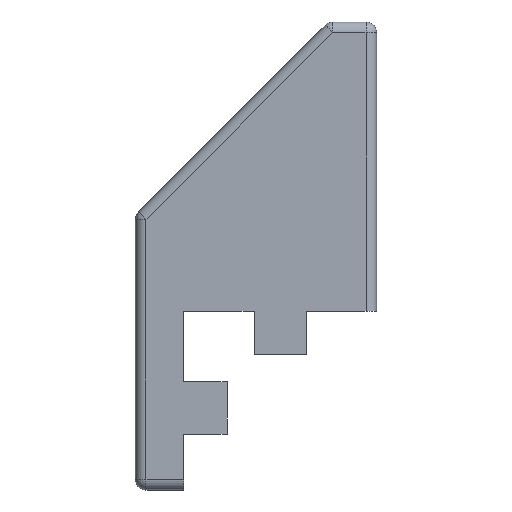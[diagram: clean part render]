
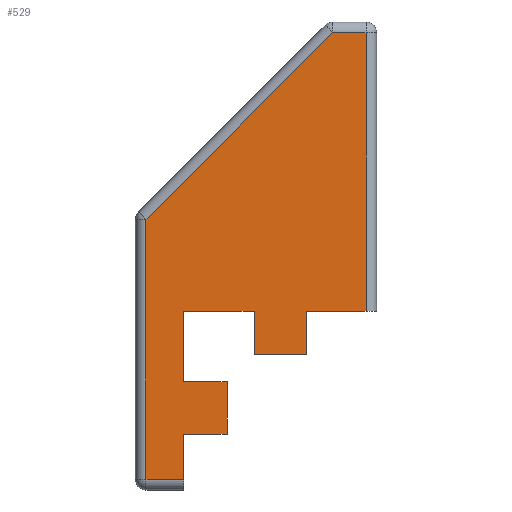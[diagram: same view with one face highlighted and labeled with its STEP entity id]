
A CAD part, left-side view. The second image highlights one B-rep face of the part: STEP entity #529.
In plain terms, the highlighted planar face has unit normal (-1, 0, 0).
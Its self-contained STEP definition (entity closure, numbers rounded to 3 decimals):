
#28 = DIRECTION ( 'NONE',  ( 0., 0., 1. ) ) ;
#57 = VERTEX_POINT ( 'NONE', #3360 ) ;
#78 = DIRECTION ( 'NONE',  ( 0., -1., 0. ) ) ;
#88 = CARTESIAN_POINT ( 'NONE',  ( 136.5, -8.9, 10. ) ) ;
#102 = VECTOR ( 'NONE', #28, 1000. ) ;
#117 = EDGE_CURVE ( 'NONE', #3784, #1606, #2716, .T. ) ;
#140 = CARTESIAN_POINT ( 'NONE',  ( 136.5, 2.7, 5.5 ) ) ;
#192 = DIRECTION ( 'NONE',  ( 0., 0., 1. ) ) ;
#243 = CARTESIAN_POINT ( 'NONE',  ( 136.5, 13.9, 19.544 ) ) ;
#353 = ORIENTED_EDGE ( 'NONE', *, *, #2202, .T. ) ;
#374 = ORIENTED_EDGE ( 'NONE', *, *, #2664, .T. ) ;
#379 = EDGE_CURVE ( 'NONE', #4082, #1437, #1315, .T. ) ;
#380 = VECTOR ( 'NONE', #1999, 1000. ) ;
#383 = LINE ( 'NONE', #752, #2103 ) ;
#401 = DIRECTION ( 'NONE',  ( 0., -1., 0. ) ) ;
#432 = CARTESIAN_POINT ( 'NONE',  ( 136.5, 2.7, 5.5 ) ) ;
#453 = VECTOR ( 'NONE', #1358, 1000. ) ;
#469 = CARTESIAN_POINT ( 'NONE',  ( 136.5, 10., -7.4 ) ) ;
#491 = EDGE_CURVE ( 'NONE', #1606, #4082, #1421, .T. ) ;
#529 = ADVANCED_FACE ( 'NONE', ( #2348 ), #4017, .F. ) ;
#531 = VECTOR ( 'NONE', #1125, 1000. ) ;
#576 = CARTESIAN_POINT ( 'NONE',  ( 136.5, -8.9, 38.9 ) ) ;
#592 = VECTOR ( 'NONE', #1406, 1000. ) ;
#749 = LINE ( 'NONE', #3023, #808 ) ;
#752 = CARTESIAN_POINT ( 'NONE',  ( 136.5, 13.9, 0. ) ) ;
#758 = CARTESIAN_POINT ( 'NONE',  ( 136.5, 10., 10. ) ) ;
#764 = CARTESIAN_POINT ( 'NONE',  ( 136.5, 2.7, 5.5 ) ) ;
#783 = DIRECTION ( 'NONE',  ( 0., 0., -1. ) ) ;
#808 = VECTOR ( 'NONE', #78, 1000. ) ;
#842 = CARTESIAN_POINT ( 'NONE',  ( 136.5, 0., -7.4 ) ) ;
#884 = VERTEX_POINT ( 'NONE', #3368 ) ;
#932 = VECTOR ( 'NONE', #3420, 1000. ) ;
#937 = CARTESIAN_POINT ( 'NONE',  ( 136.5, 0., 38.9 ) ) ;
#1021 = CARTESIAN_POINT ( 'NONE',  ( 136.5, 10., -2.7 ) ) ;
#1026 = EDGE_CURVE ( 'NONE', #2256, #2292, #3020, .T. ) ;
#1125 = DIRECTION ( 'NONE',  ( 0., 0.707, -0.707 ) ) ;
#1132 = EDGE_CURVE ( 'NONE', #3780, #3439, #2140, .T. ) ;
#1145 = VERTEX_POINT ( 'NONE', #1264 ) ;
#1147 = VECTOR ( 'NONE', #401, 1000. ) ;
#1167 = ORIENTED_EDGE ( 'NONE', *, *, #3591, .T. ) ;
#1220 = VECTOR ( 'NONE', #3352, 1000. ) ;
#1264 = CARTESIAN_POINT ( 'NONE',  ( 136.5, 5.5, 2.7 ) ) ;
#1315 = LINE ( 'NONE', #2628, #453 ) ;
#1345 = ORIENTED_EDGE ( 'NONE', *, *, #1132, .T. ) ;
#1357 = EDGE_CURVE ( 'NONE', #1145, #884, #3678, .T. ) ;
#1358 = DIRECTION ( 'NONE',  ( 0., 0., 1. ) ) ;
#1380 = CARTESIAN_POINT ( 'NONE',  ( 136.5, -5.456, 38.9 ) ) ;
#1406 = DIRECTION ( 'NONE',  ( 0., -1., 0. ) ) ;
#1410 = CARTESIAN_POINT ( 'NONE',  ( 136.5, 10., 2.7 ) ) ;
#1421 = LINE ( 'NONE', #140, #380 ) ;
#1427 = VERTEX_POINT ( 'NONE', #243 ) ;
#1437 = VERTEX_POINT ( 'NONE', #3206 ) ;
#1527 = LINE ( 'NONE', #937, #2495 ) ;
#1606 = VERTEX_POINT ( 'NONE', #432 ) ;
#1635 = EDGE_CURVE ( 'NONE', #2896, #1427, #1694, .T. ) ;
#1694 = LINE ( 'NONE', #2342, #531 ) ;
#1763 = ORIENTED_EDGE ( 'NONE', *, *, #1357, .T. ) ;
#1779 = LINE ( 'NONE', #1410, #1950 ) ;
#1802 = VERTEX_POINT ( 'NONE', #3525 ) ;
#1855 = DIRECTION ( 'NONE',  ( 0., 1., 0. ) ) ;
#1884 = ORIENTED_EDGE ( 'NONE', *, *, #1635, .T. ) ;
#1918 = ORIENTED_EDGE ( 'NONE', *, *, #1962, .T. ) ;
#1950 = VECTOR ( 'NONE', #3411, 1000. ) ;
#1962 = EDGE_CURVE ( 'NONE', #1427, #2256, #383, .T. ) ;
#1988 = CARTESIAN_POINT ( 'NONE',  ( 136.5, 10., -2.7 ) ) ;
#1997 = LINE ( 'NONE', #1021, #102 ) ;
#1999 = DIRECTION ( 'NONE',  ( 0., -1., 0. ) ) ;
#2038 = CARTESIAN_POINT ( 'NONE',  ( 136.5, 10., 10. ) ) ;
#2064 = CARTESIAN_POINT ( 'NONE',  ( 136.5, 0., 0. ) ) ;
#2065 = CARTESIAN_POINT ( 'NONE',  ( 136.5, 10., 2.7 ) ) ;
#2103 = VECTOR ( 'NONE', #3004, 1000. ) ;
#2110 = CARTESIAN_POINT ( 'NONE',  ( 136.5, 2.7, 10. ) ) ;
#2140 = LINE ( 'NONE', #4199, #2719 ) ;
#2164 = ORIENTED_EDGE ( 'NONE', *, *, #3492, .T. ) ;
#2184 = ORIENTED_EDGE ( 'NONE', *, *, #379, .T. ) ;
#2202 = EDGE_CURVE ( 'NONE', #1802, #57, #3361, .T. ) ;
#2209 = ORIENTED_EDGE ( 'NONE', *, *, #2468, .T. ) ;
#2243 = CARTESIAN_POINT ( 'NONE',  ( 136.5, 13.9, -7.4 ) ) ;
#2256 = VERTEX_POINT ( 'NONE', #2243 ) ;
#2292 = VERTEX_POINT ( 'NONE', #469 ) ;
#2342 = CARTESIAN_POINT ( 'NONE',  ( 136.5, 16.722, 16.722 ) ) ;
#2348 = FACE_OUTER_BOUND ( 'NONE', #3201, .T. ) ;
#2439 = VECTOR ( 'NONE', #3395, 1000. ) ;
#2443 = VECTOR ( 'NONE', #3424, 1000. ) ;
#2459 = EDGE_CURVE ( 'NONE', #3800, #3784, #3327, .T. ) ;
#2468 = EDGE_CURVE ( 'NONE', #57, #1145, #4039, .T. ) ;
#2495 = VECTOR ( 'NONE', #1855, 1000. ) ;
#2628 = CARTESIAN_POINT ( 'NONE',  ( 136.5, -2.7, 5.5 ) ) ;
#2638 = ORIENTED_EDGE ( 'NONE', *, *, #117, .T. ) ;
#2664 = EDGE_CURVE ( 'NONE', #884, #3800, #1779, .T. ) ;
#2665 = ORIENTED_EDGE ( 'NONE', *, *, #3118, .T. ) ;
#2716 = LINE ( 'NONE', #764, #2443 ) ;
#2719 = VECTOR ( 'NONE', #192, 1000. ) ;
#2896 = VERTEX_POINT ( 'NONE', #1380 ) ;
#3004 = DIRECTION ( 'NONE',  ( 0., 0., -1. ) ) ;
#3020 = LINE ( 'NONE', #842, #1147 ) ;
#3023 = CARTESIAN_POINT ( 'NONE',  ( 136.5, -2.7, 10. ) ) ;
#3118 = EDGE_CURVE ( 'NONE', #1437, #3780, #749, .T. ) ;
#3201 = EDGE_LOOP ( 'NONE', ( #2665, #1345, #2164, #1884, #1918, #3647, #1167, #353, #2209, #1763, #374, #3473, #2638, #4107, #2184 ) ) ;
#3206 = CARTESIAN_POINT ( 'NONE',  ( 136.5, -2.7, 10. ) ) ;
#3323 = AXIS2_PLACEMENT_3D ( 'NONE', #2064, #3720, #783 ) ;
#3327 = LINE ( 'NONE', #2038, #2439 ) ;
#3352 = DIRECTION ( 'NONE',  ( 0., 1., 0. ) ) ;
#3360 = CARTESIAN_POINT ( 'NONE',  ( 136.5, 5.5, -2.7 ) ) ;
#3361 = LINE ( 'NONE', #1988, #592 ) ;
#3368 = CARTESIAN_POINT ( 'NONE',  ( 136.5, 10., 2.7 ) ) ;
#3395 = DIRECTION ( 'NONE',  ( 0., -1., 0. ) ) ;
#3411 = DIRECTION ( 'NONE',  ( 0., 0., 1. ) ) ;
#3420 = DIRECTION ( 'NONE',  ( 0., 0., 1. ) ) ;
#3424 = DIRECTION ( 'NONE',  ( 0., 0., -1. ) ) ;
#3439 = VERTEX_POINT ( 'NONE', #576 ) ;
#3473 = ORIENTED_EDGE ( 'NONE', *, *, #2459, .T. ) ;
#3492 = EDGE_CURVE ( 'NONE', #3439, #2896, #1527, .T. ) ;
#3525 = CARTESIAN_POINT ( 'NONE',  ( 136.5, 10., -2.7 ) ) ;
#3540 = CARTESIAN_POINT ( 'NONE',  ( 136.5, -2.7, 5.5 ) ) ;
#3591 = EDGE_CURVE ( 'NONE', #2292, #1802, #1997, .T. ) ;
#3647 = ORIENTED_EDGE ( 'NONE', *, *, #1026, .T. ) ;
#3678 = LINE ( 'NONE', #2065, #1220 ) ;
#3720 = DIRECTION ( 'NONE',  ( 1., 0., 0. ) ) ;
#3780 = VERTEX_POINT ( 'NONE', #88 ) ;
#3784 = VERTEX_POINT ( 'NONE', #2110 ) ;
#3800 = VERTEX_POINT ( 'NONE', #758 ) ;
#4014 = CARTESIAN_POINT ( 'NONE',  ( 136.5, 5.5, -2.7 ) ) ;
#4017 = PLANE ( 'NONE',  #3323 ) ;
#4039 = LINE ( 'NONE', #4014, #932 ) ;
#4082 = VERTEX_POINT ( 'NONE', #3540 ) ;
#4107 = ORIENTED_EDGE ( 'NONE', *, *, #491, .T. ) ;
#4199 = CARTESIAN_POINT ( 'NONE',  ( 136.5, -8.9, 0. ) ) ;
